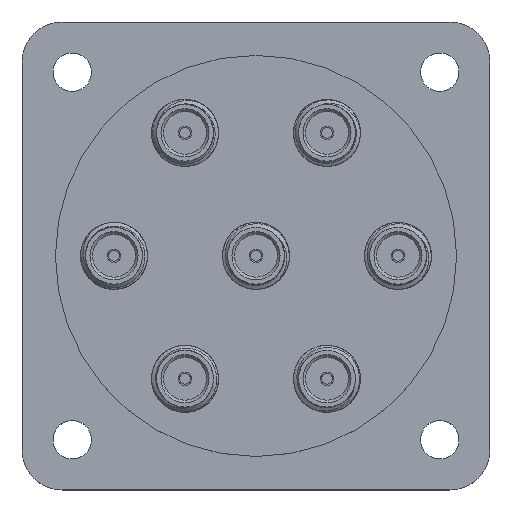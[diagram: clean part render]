
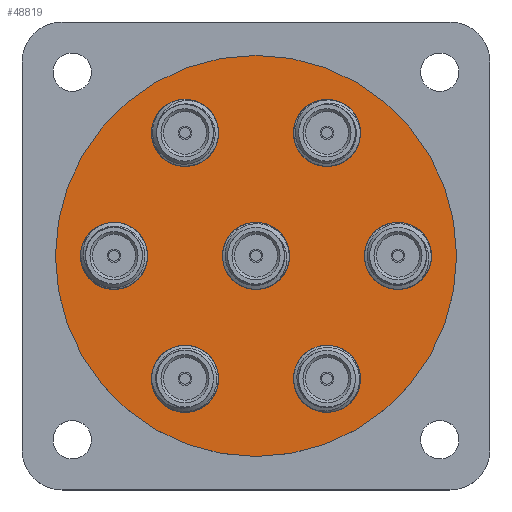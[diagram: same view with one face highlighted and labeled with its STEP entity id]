
A CAD part, top view. The second image highlights one B-rep face of the part: STEP entity #48819.
In plain terms, the highlighted planar face has unit normal (0, 0, 1).
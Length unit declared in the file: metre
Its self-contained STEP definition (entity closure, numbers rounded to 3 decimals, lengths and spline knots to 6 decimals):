
#2688 = AXIS2_PLACEMENT_3D ( 'NONE', #30134, #13695, #13521 ) ;
#6093 = EDGE_LOOP ( 'NONE', ( #18253 ) ) ;
#9364 = EDGE_CURVE ( 'NONE', #29608, #29608, #23982, .T. ) ;
#13521 = DIRECTION ( 'NONE',  ( 1., 0., 0. ) ) ;
#13695 = DIRECTION ( 'NONE',  ( 0., 0., 1. ) ) ;
#18253 = ORIENTED_EDGE ( 'NONE', *, *, #9364, .T. ) ;
#23982 = CIRCLE ( 'NONE', #2688, 0.75 ) ;
#25229 = CARTESIAN_POINT ( 'NONE',  ( 0.75, 0., 0. ) ) ;
#29608 = VERTEX_POINT ( 'NONE', #25229 ) ;
#30134 = CARTESIAN_POINT ( 'NONE',  ( 0., 0., 0. ) ) ;
#31024 = FACE_OUTER_BOUND ( 'NONE', #6093, .T. ) ;
#34496 = CARTESIAN_POINT ( 'NONE',  ( 0., 0., 0. ) ) ;
#42441 = PLANE ( 'NONE',  #51538 ) ;
#46518 = DIRECTION ( 'NONE',  ( 0., 0., 1. ) ) ;
#48819 = ADVANCED_FACE ( 'NONE', ( #31024 ), #42441, .T. ) ;
#50583 = DIRECTION ( 'NONE',  ( 1., 0., 0. ) ) ;
#51538 = AXIS2_PLACEMENT_3D ( 'NONE', #34496, #46518, #50583 ) ;
